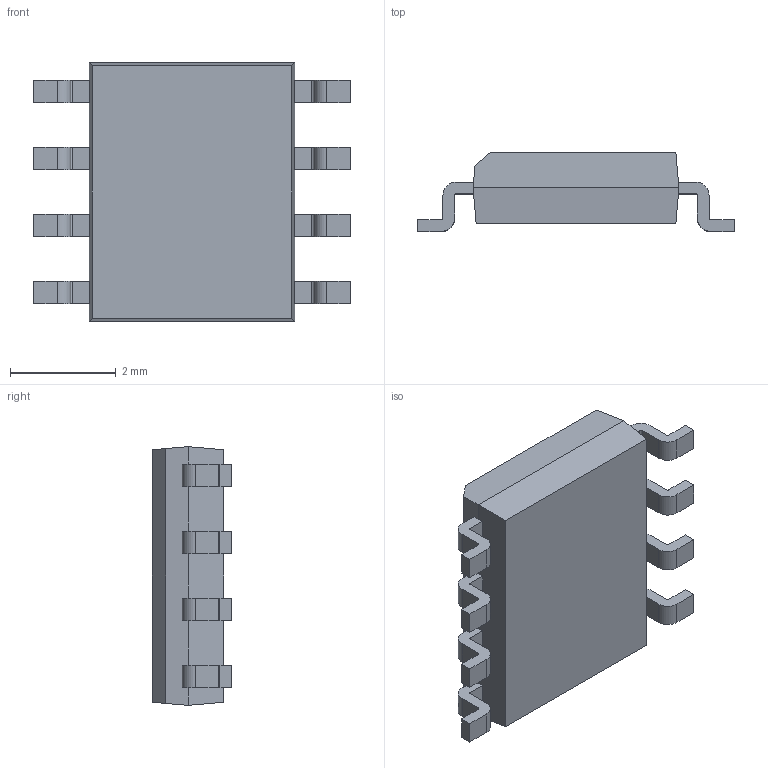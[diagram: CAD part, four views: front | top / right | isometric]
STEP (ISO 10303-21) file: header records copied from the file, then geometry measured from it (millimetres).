
FILE_DESCRIPTION (( 'STEP AP214' ), '1' );
FILE_NAME ('TJA1044GTJ.STEP', '2024-10-29T13:09:14', ( '' ), ( '' ), 'SwSTEP 2.0', 'SolidWorks 2020', '' );
FILE_SCHEMA (( 'AUTOMOTIVE_DESIGN' ));
Length unit declared in the file: millimetre
Products named in the file (1): TJA1044GTJ
Bounding box: 6 x 1.5 x 4.9 mm (x, y, z)
Volume: 26.2 mm3; surface area: 76 mm2
Topology: 1 solids, 1 shells, 118 faces, 341 edges, 226 vertices
Faces by surface type: plane 84, cylinder 34
Entity records: 4016 total; most frequent: CARTESIAN_POINT 686, ORIENTED_EDGE 682, DIRECTION 647, EDGE_CURVE 341, VECTOR 273, LINE 273, VERTEX_POINT 226, AXIS2_PLACEMENT_3D 187
